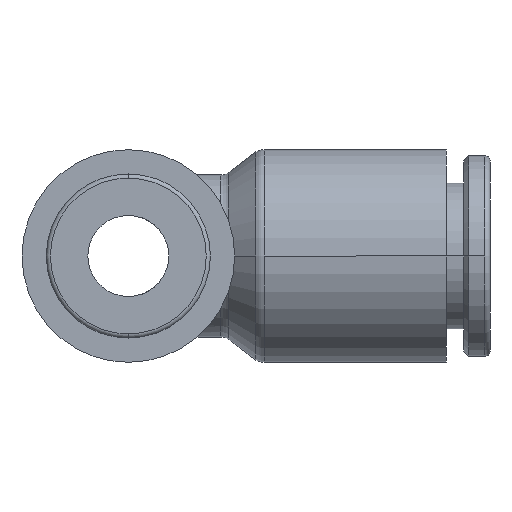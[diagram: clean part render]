
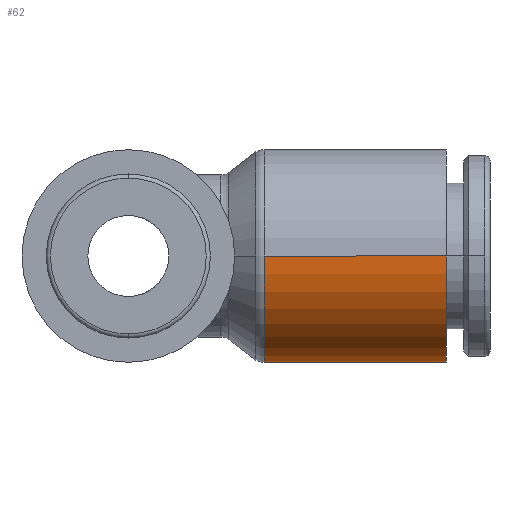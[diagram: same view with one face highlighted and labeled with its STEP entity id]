
A CAD part, left-side view. The second image highlights one B-rep face of the part: STEP entity #62.
In plain terms, the highlighted cylindrical face has radius 5.25 mm (diameter 10.5 mm), a partial arc.
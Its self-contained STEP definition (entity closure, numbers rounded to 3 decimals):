
#62=ADVANCED_FACE('',(#173),#174,.T.);
#173=FACE_OUTER_BOUND('',#373,.T.);
#174=CYLINDRICAL_SURFACE('',#374,5.25);
#373=EDGE_LOOP('',(#671,#672,#673,#674,#675));
#374=AXIS2_PLACEMENT_3D('',#676,#677,#678);
#671=ORIENTED_EDGE('',*,*,#1385,.F.);
#672=ORIENTED_EDGE('',*,*,#1386,.T.);
#673=ORIENTED_EDGE('',*,*,#1387,.T.);
#674=ORIENTED_EDGE('',*,*,#1388,.F.);
#675=ORIENTED_EDGE('',*,*,#1389,.F.);
#676=CARTESIAN_POINT('',(0.,-11.2,0.));
#677=DIRECTION('',(0.,-1.0,0.));
#678=DIRECTION('',(-1.0,0.,0.));
#1385=EDGE_CURVE('',#1692,#1693,#1694,.T.);
#1386=EDGE_CURVE('',#1692,#1695,#1696,.T.);
#1387=EDGE_CURVE('',#1695,#1697,#1698,.T.);
#1388=EDGE_CURVE('',#1699,#1697,#1700,.T.);
#1389=EDGE_CURVE('',#1693,#1699,#1701,.T.);
#1692=VERTEX_POINT('',#2118);
#1693=VERTEX_POINT('',#2119);
#1694=LINE('',#2120,#2121);
#1695=VERTEX_POINT('',#2122);
#1696=CIRCLE('',#2123,5.25);
#1697=VERTEX_POINT('',#2124);
#1698=CIRCLE('',#2125,5.25);
#1699=VERTEX_POINT('',#2126);
#1700=LINE('',#2127,#2128);
#1701=CIRCLE('',#2129,5.25);
#2118=CARTESIAN_POINT('',(-5.25,-6.7,0.));
#2119=CARTESIAN_POINT('',(-5.25,-15.7,0.));
#2120=CARTESIAN_POINT('',(-5.25,-11.2,0.));
#2121=VECTOR('',#2917,1.0);
#2122=CARTESIAN_POINT('',(0.,-6.7,-5.25));
#2123=AXIS2_PLACEMENT_3D('',#2918,#2919,#2920);
#2124=CARTESIAN_POINT('',(5.25,-6.7,0.));
#2125=AXIS2_PLACEMENT_3D('',#2921,#2922,#2923);
#2126=CARTESIAN_POINT('',(5.25,-15.7,0.));
#2127=CARTESIAN_POINT('',(5.25,-11.2,0.));
#2128=VECTOR('',#2924,1.0);
#2129=AXIS2_PLACEMENT_3D('',#2925,#2926,#2927);
#2917=DIRECTION('',(0.,-1.0,0.));
#2918=CARTESIAN_POINT('',(0.,-6.7,0.));
#2919=DIRECTION('',(0.,-1.0,0.));
#2920=DIRECTION('',(-1.0,0.,0.));
#2921=CARTESIAN_POINT('',(0.,-6.7,0.));
#2922=DIRECTION('',(0.,-1.0,0.));
#2923=DIRECTION('',(-1.0,0.,0.));
#2924=DIRECTION('',(0.,1.0,0.));
#2925=CARTESIAN_POINT('',(0.,-15.7,0.));
#2926=DIRECTION('',(0.,-1.0,0.));
#2927=DIRECTION('',(-1.0,0.,0.));
